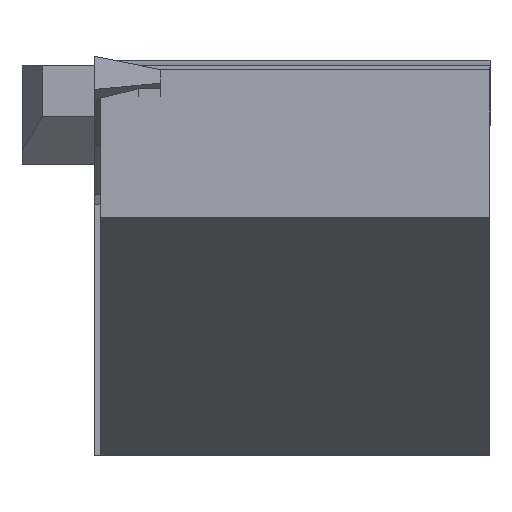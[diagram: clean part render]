
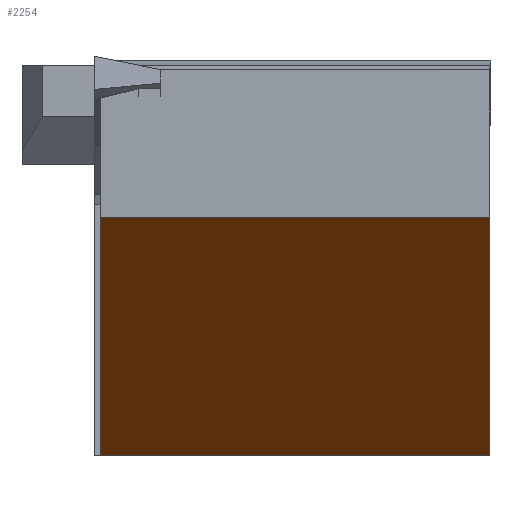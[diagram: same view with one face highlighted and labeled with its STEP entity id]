
A CAD part, left-side view. The second image highlights one B-rep face of the part: STEP entity #2254.
In plain terms, the highlighted planar face has unit normal (-0.616, 0, -0.788).
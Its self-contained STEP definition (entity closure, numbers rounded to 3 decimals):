
#3 = VERTEX_POINT ( 'NONE', #2531 ) ;
#73 = EDGE_CURVE ( 'NONE', #1582, #3, #459, .T. ) ;
#117 = EDGE_LOOP ( 'NONE', ( #1153, #2424, #1641, #706 ) ) ;
#192 = CARTESIAN_POINT ( 'NONE',  ( 15.444, -19.05, -19.05 ) ) ;
#379 = DIRECTION ( 'NONE',  ( 0.788, 0., -0.616 ) ) ;
#409 = DIRECTION ( 'NONE',  ( 0., -1., 0. ) ) ;
#442 = LINE ( 'NONE', #1443, #2050 ) ;
#459 = LINE ( 'NONE', #1956, #2628 ) ;
#473 = LINE ( 'NONE', #192, #1522 ) ;
#493 = DIRECTION ( 'NONE',  ( 0., -1., 0. ) ) ;
#506 = CARTESIAN_POINT ( 'NONE',  ( 15.444, -19.05, -19.05 ) ) ;
#594 = PLANE ( 'NONE',  #2596 ) ;
#706 = ORIENTED_EDGE ( 'NONE', *, *, #73, .F. ) ;
#722 = VERTEX_POINT ( 'NONE', #1218 ) ;
#850 = CARTESIAN_POINT ( 'NONE',  ( 0.754, -0.3, -7.573 ) ) ;
#870 = EDGE_CURVE ( 'NONE', #1494, #3, #442, .T. ) ;
#1153 = ORIENTED_EDGE ( 'NONE', *, *, #1777, .F. ) ;
#1218 = CARTESIAN_POINT ( 'NONE',  ( 15.444, -0.3, -19.05 ) ) ;
#1357 = VECTOR ( 'NONE', #1576, 1000. ) ;
#1425 = LINE ( 'NONE', #2194, #1357 ) ;
#1432 = CARTESIAN_POINT ( 'NONE',  ( 16.66, 162.461, -20. ) ) ;
#1443 = CARTESIAN_POINT ( 'NONE',  ( -3.388, -19.05, -4.337 ) ) ;
#1494 = VERTEX_POINT ( 'NONE', #506 ) ;
#1522 = VECTOR ( 'NONE', #409, 1000. ) ;
#1576 = DIRECTION ( 'NONE',  ( -0.788, 0., 0.616 ) ) ;
#1582 = VERTEX_POINT ( 'NONE', #850 ) ;
#1641 = ORIENTED_EDGE ( 'NONE', *, *, #870, .T. ) ;
#1653 = DIRECTION ( 'NONE',  ( 0.616, 0., 0.788 ) ) ;
#1777 = EDGE_CURVE ( 'NONE', #722, #1582, #1425, .T. ) ;
#1836 = FACE_OUTER_BOUND ( 'NONE', #117, .T. ) ;
#1877 = DIRECTION ( 'NONE',  ( -0.788, 0., 0.616 ) ) ;
#1956 = CARTESIAN_POINT ( 'NONE',  ( 0.754, 162.461, -7.573 ) ) ;
#2050 = VECTOR ( 'NONE', #1877, 1000. ) ;
#2194 = CARTESIAN_POINT ( 'NONE',  ( 16.66, -0.3, -20. ) ) ;
#2254 = ADVANCED_FACE ( 'NONE', ( #1836 ), #594, .F. ) ;
#2391 = EDGE_CURVE ( 'NONE', #722, #1494, #473, .T. ) ;
#2424 = ORIENTED_EDGE ( 'NONE', *, *, #2391, .T. ) ;
#2531 = CARTESIAN_POINT ( 'NONE',  ( 0.754, -19.05, -7.573 ) ) ;
#2596 = AXIS2_PLACEMENT_3D ( 'NONE', #1432, #1653, #379 ) ;
#2628 = VECTOR ( 'NONE', #493, 1000. ) ;
